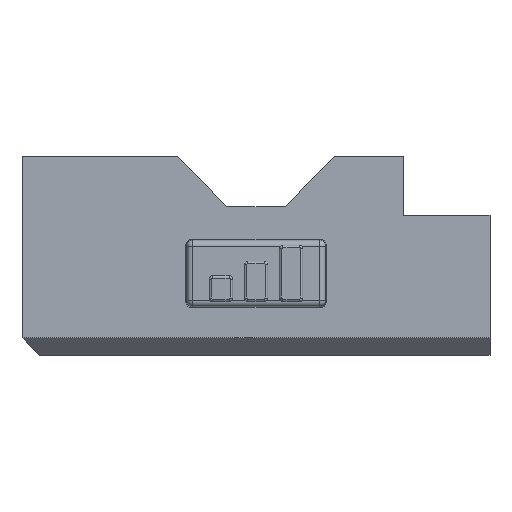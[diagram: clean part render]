
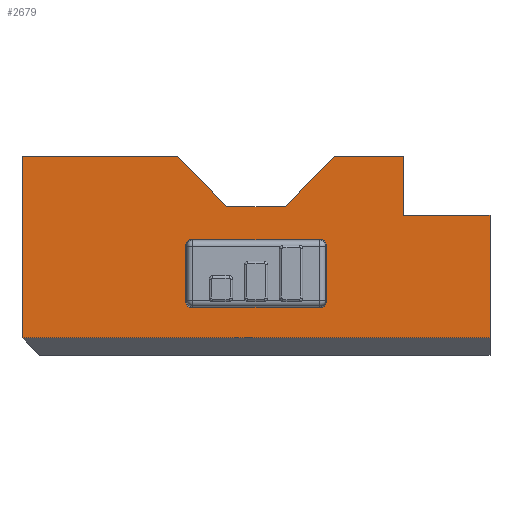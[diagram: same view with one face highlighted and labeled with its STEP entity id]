
A CAD part, top view. The second image highlights one B-rep face of the part: STEP entity #2679.
In plain terms, the highlighted planar face has unit normal (0, 0, 1).
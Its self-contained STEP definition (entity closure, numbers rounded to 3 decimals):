
#40=ELLIPSE('',#2871,0.25,0.25);
#41=ELLIPSE('',#2874,0.25,0.25);
#42=ELLIPSE('',#2971,0.25,0.25);
#43=ELLIPSE('',#2975,0.25,0.25);
#54=FACE_BOUND('',#947,.T.);
#113=PLANE('',#3007);
#209=LINE('',#4213,#426);
#212=LINE('',#4219,#429);
#234=LINE('',#4350,#451);
#237=LINE('',#4358,#454);
#293=LINE('',#4683,#510);
#297=LINE('',#4692,#514);
#306=LINE('',#4725,#523);
#309=LINE('',#4730,#526);
#321=LINE('',#4755,#538);
#324=LINE('',#4763,#541);
#326=LINE('',#4767,#543);
#327=LINE('',#4769,#544);
#329=LINE('',#4773,#546);
#330=LINE('',#4775,#547);
#426=VECTOR('',#3405,10.);
#429=VECTOR('',#3412,10.);
#451=VECTOR('',#3488,10.);
#454=VECTOR('',#3497,10.);
#510=VECTOR('',#3747,10.);
#514=VECTOR('',#3759,10.);
#523=VECTOR('',#3798,10.);
#526=VECTOR('',#3803,10.);
#538=VECTOR('',#3827,10.);
#541=VECTOR('',#3838,10.);
#543=VECTOR('',#3842,10.);
#544=VECTOR('',#3845,10.);
#546=VECTOR('',#3849,10.);
#547=VECTOR('',#3852,10.);
#780=FACE_OUTER_BOUND('',#946,.T.);
#946=EDGE_LOOP('',(#2484,#2485,#2486,#2487,#2488,#2489,#2490,#2491,#2492,
#2493));
#947=EDGE_LOOP('',(#2494,#2495,#2496,#2497,#2498,#2499,#2500,#2501));
#1209=VERTEX_POINT('',#4206);
#1212=VERTEX_POINT('',#4211);
#1213=VERTEX_POINT('',#4218);
#1245=VERTEX_POINT('',#4342);
#1246=VERTEX_POINT('',#4344);
#1247=VERTEX_POINT('',#4348);
#1248=VERTEX_POINT('',#4352);
#1249=VERTEX_POINT('',#4356);
#1312=VERTEX_POINT('',#4677);
#1313=VERTEX_POINT('',#4681);
#1314=VERTEX_POINT('',#4688);
#1322=VERTEX_POINT('',#4722);
#1323=VERTEX_POINT('',#4724);
#1324=VERTEX_POINT('',#4728);
#1331=VERTEX_POINT('',#4754);
#1332=VERTEX_POINT('',#4761);
#1333=VERTEX_POINT('',#4765);
#1334=VERTEX_POINT('',#4771);
#1510=EDGE_CURVE('',#1212,#1209,#209,.T.);
#1513=EDGE_CURVE('',#1209,#1213,#212,.T.);
#1556=EDGE_CURVE('',#1245,#1246,#40,.F.);
#1559=EDGE_CURVE('',#1245,#1247,#234,.T.);
#1561=EDGE_CURVE('',#1248,#1247,#41,.F.);
#1563=EDGE_CURVE('',#1248,#1249,#237,.T.);
#1676=EDGE_CURVE('',#1312,#1249,#42,.F.);
#1678=EDGE_CURVE('',#1312,#1313,#293,.T.);
#1682=EDGE_CURVE('',#1314,#1313,#43,.F.);
#1683=EDGE_CURVE('',#1314,#1246,#297,.T.);
#1699=EDGE_CURVE('',#1322,#1323,#306,.T.);
#1702=EDGE_CURVE('',#1324,#1322,#309,.T.);
#1714=EDGE_CURVE('',#1213,#1331,#321,.T.);
#1717=EDGE_CURVE('',#1332,#1324,#324,.T.);
#1719=EDGE_CURVE('',#1333,#1332,#326,.T.);
#1720=EDGE_CURVE('',#1331,#1333,#327,.T.);
#1722=EDGE_CURVE('',#1334,#1212,#329,.T.);
#1723=EDGE_CURVE('',#1323,#1334,#330,.T.);
#2484=ORIENTED_EDGE('',*,*,#1510,.F.);
#2485=ORIENTED_EDGE('',*,*,#1722,.F.);
#2486=ORIENTED_EDGE('',*,*,#1723,.F.);
#2487=ORIENTED_EDGE('',*,*,#1699,.F.);
#2488=ORIENTED_EDGE('',*,*,#1702,.F.);
#2489=ORIENTED_EDGE('',*,*,#1717,.F.);
#2490=ORIENTED_EDGE('',*,*,#1719,.F.);
#2491=ORIENTED_EDGE('',*,*,#1720,.F.);
#2492=ORIENTED_EDGE('',*,*,#1714,.F.);
#2493=ORIENTED_EDGE('',*,*,#1513,.F.);
#2494=ORIENTED_EDGE('',*,*,#1563,.T.);
#2495=ORIENTED_EDGE('',*,*,#1676,.F.);
#2496=ORIENTED_EDGE('',*,*,#1678,.T.);
#2497=ORIENTED_EDGE('',*,*,#1682,.F.);
#2498=ORIENTED_EDGE('',*,*,#1683,.T.);
#2499=ORIENTED_EDGE('',*,*,#1556,.F.);
#2500=ORIENTED_EDGE('',*,*,#1559,.T.);
#2501=ORIENTED_EDGE('',*,*,#1561,.F.);
#2679=ADVANCED_FACE('',(#780,#54),#113,.T.);
#2871=AXIS2_PLACEMENT_3D('',#4345,#3482,#3483);
#2874=AXIS2_PLACEMENT_3D('',#4354,#3492,#3493);
#2971=AXIS2_PLACEMENT_3D('',#4679,#3742,#3743);
#2975=AXIS2_PLACEMENT_3D('',#4690,#3755,#3756);
#3007=AXIS2_PLACEMENT_3D('',#4776,#3853,#3854);
#3405=DIRECTION('',(-1.,0.,0.));
#3412=DIRECTION('',(0.,1.,0.));
#3482=DIRECTION('center_axis',(0.,0.,-1.));
#3483=DIRECTION('ref_axis',(0.707,0.707,0.));
#3488=DIRECTION('',(0.,-1.,0.));
#3492=DIRECTION('center_axis',(0.,0.,-1.));
#3493=DIRECTION('ref_axis',(0.707,-0.707,0.));
#3497=DIRECTION('',(-1.,0.,0.));
#3742=DIRECTION('center_axis',(0.,0.,-1.));
#3743=DIRECTION('ref_axis',(-0.707,-0.707,0.));
#3747=DIRECTION('',(0.,1.,0.));
#3755=DIRECTION('center_axis',(0.,0.,-1.));
#3756=DIRECTION('ref_axis',(-0.707,0.707,0.));
#3759=DIRECTION('',(1.,0.,0.));
#3798=DIRECTION('',(0.,-1.,0.));
#3803=DIRECTION('',(1.,0.,0.));
#3827=DIRECTION('',(1.,0.,0.));
#3838=DIRECTION('',(0.699,0.715,0.));
#3842=DIRECTION('',(1.,0.,0.));
#3845=DIRECTION('',(0.699,-0.715,0.));
#3849=DIRECTION('',(0.,-1.,0.));
#3852=DIRECTION('',(1.,0.,0.));
#3853=DIRECTION('center_axis',(0.,0.,1.));
#3854=DIRECTION('ref_axis',(1.,0.,0.));
#4206=CARTESIAN_POINT('',(-10.,-2.75,0.));
#4211=CARTESIAN_POINT('',(10.,-2.75,0.));
#4213=CARTESIAN_POINT('',(5.,-2.75,0.));
#4218=CARTESIAN_POINT('',(-10.,5.,0.));
#4219=CARTESIAN_POINT('',(-10.,-3.5,0.));
#4342=CARTESIAN_POINT('',(3.,1.2,0.));
#4344=CARTESIAN_POINT('',(2.75,1.45,0.));
#4345=CARTESIAN_POINT('Origin',(2.75,1.2,0.));
#4348=CARTESIAN_POINT('',(3.,-1.2,0.));
#4350=CARTESIAN_POINT('',(3.,-0.35,0.));
#4352=CARTESIAN_POINT('',(2.75,-1.45,0.));
#4354=CARTESIAN_POINT('Origin',(2.75,-1.2,0.));
#4356=CARTESIAN_POINT('',(-2.75,-1.45,0.));
#4358=CARTESIAN_POINT('',(-1.5,-1.45,0.));
#4677=CARTESIAN_POINT('',(-3.,-1.2,0.));
#4679=CARTESIAN_POINT('Origin',(-2.75,-1.2,0.));
#4681=CARTESIAN_POINT('',(-3.,1.2,0.));
#4683=CARTESIAN_POINT('',(-3.,1.1,0.));
#4688=CARTESIAN_POINT('',(-2.75,1.45,0.));
#4690=CARTESIAN_POINT('Origin',(-2.75,1.2,0.));
#4692=CARTESIAN_POINT('',(1.5,1.45,0.));
#4722=CARTESIAN_POINT('',(6.3,5.,0.));
#4724=CARTESIAN_POINT('',(6.3,2.5,0.));
#4725=CARTESIAN_POINT('',(6.3,5.,0.));
#4728=CARTESIAN_POINT('',(3.35,5.,0.));
#4730=CARTESIAN_POINT('',(-10.,5.,0.));
#4754=CARTESIAN_POINT('',(-3.35,5.,0.));
#4755=CARTESIAN_POINT('',(-10.,5.,0.));
#4761=CARTESIAN_POINT('',(1.25,2.85,0.));
#4763=CARTESIAN_POINT('',(1.25,2.85,0.));
#4765=CARTESIAN_POINT('',(-1.25,2.85,0.));
#4767=CARTESIAN_POINT('',(-1.25,2.85,0.));
#4769=CARTESIAN_POINT('',(-3.35,5.,0.));
#4771=CARTESIAN_POINT('',(10.,2.5,0.));
#4773=CARTESIAN_POINT('',(10.,5.,0.));
#4775=CARTESIAN_POINT('',(6.3,2.5,0.));
#4776=CARTESIAN_POINT('Origin',(0.,0.75,0.));
